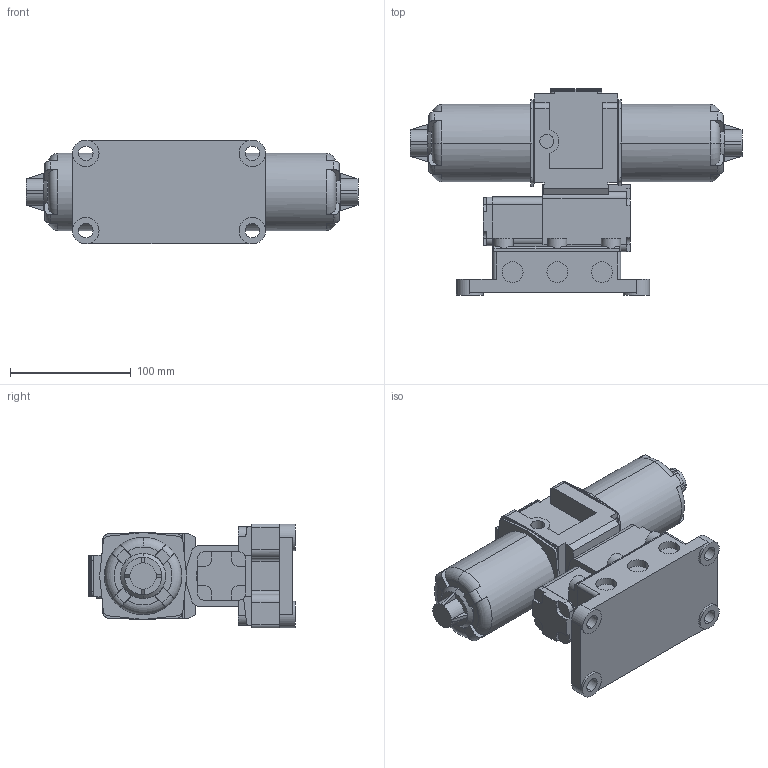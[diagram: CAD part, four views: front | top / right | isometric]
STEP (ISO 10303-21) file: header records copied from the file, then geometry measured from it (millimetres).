
FILE_DESCRIPTION (( 'STEP AP214' ), '1' );
FILE_NAME ('MVD2D-10A.STEP', '2025-09-02T08:36:07', ( '' ), ( '' ), 'SwSTEP 2.0', 'SolidWorks 2023', '' );
FILE_SCHEMA (( 'AUTOMOTIVE_DESIGN' ));
Length unit declared in the file: millimetre
Products named in the file (1): MVD2D-10A
Bounding box: 275 x 171 x 86 mm (x, y, z)
Volume: 1473945.2 mm3; surface area: 136124.5 mm2
Topology: 1 solids, 1 shells, 498 faces, 1339 edges, 855 vertices
Faces by surface type: plane 308, cylinder 156, torus 18, cone 16
Entity records: 16316 total; most frequent: CARTESIAN_POINT 3579, DIRECTION 2687, ORIENTED_EDGE 2678, EDGE_CURVE 1339, AXIS2_PLACEMENT_3D 901, LINE 885, VECTOR 885, VERTEX_POINT 855
